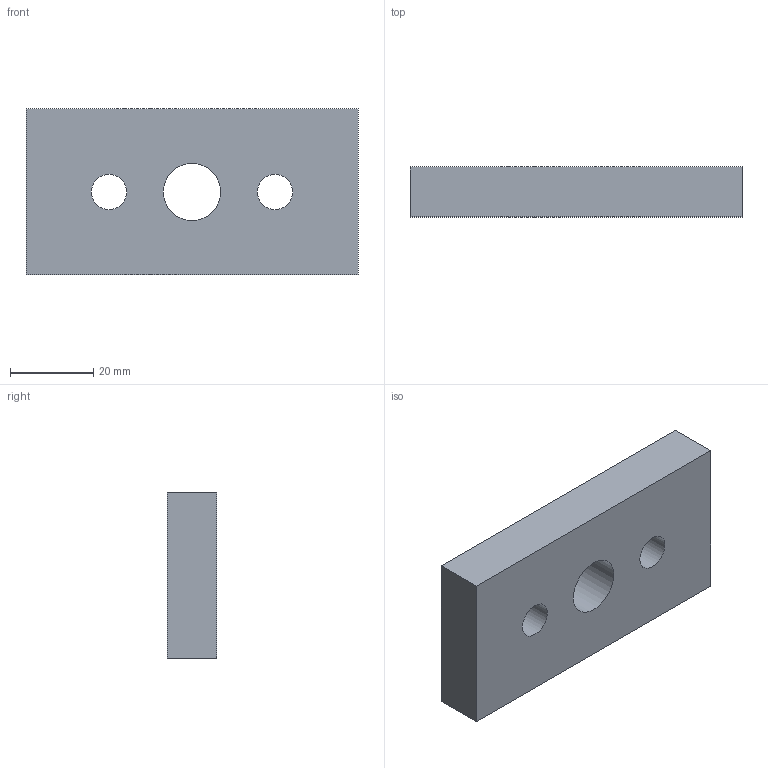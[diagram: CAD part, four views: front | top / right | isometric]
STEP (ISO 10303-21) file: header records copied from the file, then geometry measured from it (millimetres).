
FILE_DESCRIPTION(/* description */ ('PIASTRA 40x80 SP.12 ALL. '),/* implementation_level */ '2;1');
FILE_NAME(/* name */ 'DPSXX0001716.stp',/* time_stamp */ '2019-06-07T18:50:04+02:00',/* author */ ('fzagni'),/* organization */ (''),/* preprocessor_version */ 'ST-DEVELOPER v17.2',/* originating_system */ 'Autodesk Inventor 2019',/* authorisation */ '');
FILE_SCHEMA (('AUTOMOTIVE_DESIGN { 1 0 10303 214 3 1 1 }'));
Length unit declared in the file: millimetre
Products named in the file (1): DPSXX0001716
Bounding box: 80 x 12 x 40 mm (x, y, z)
Volume: 34283.8 mm3; surface area: 10087.6 mm2
Topology: 1 solids, 1 shells, 13 faces, 32 edges, 23 vertices
Faces by surface type: plane 8, cylinder 5
Full cylindrical faces by diameter (mm): 8.5 x2, 13.5 x2, 13.835 x1
Entity records: 454 total; most frequent: DIRECTION 75, CARTESIAN_POINT 69, ORIENTED_EDGE 64, EDGE_CURVE 32, AXIS2_PLACEMENT_3D 29, VERTEX_POINT 23, EDGE_LOOP 21, LINE 17
